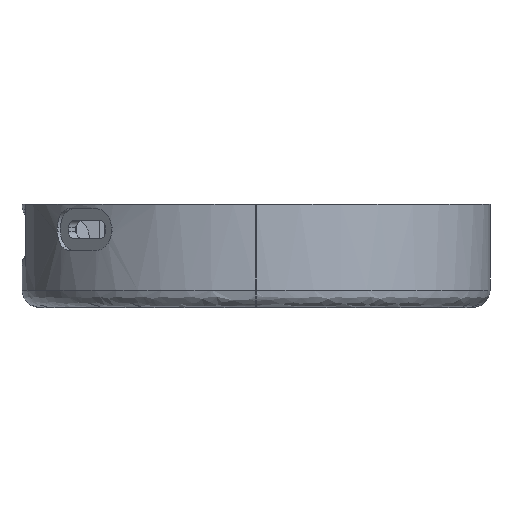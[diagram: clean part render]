
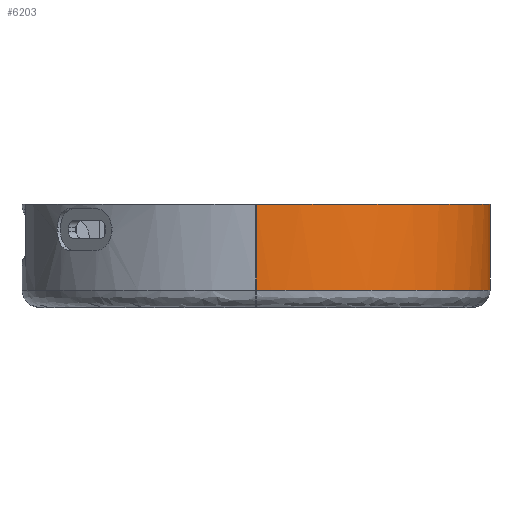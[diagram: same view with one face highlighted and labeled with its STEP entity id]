
A CAD part, front view. The second image highlights one B-rep face of the part: STEP entity #6203.
In plain terms, the highlighted free-form (B-spline) face has degree [3, 1] with [7, 2] control points.
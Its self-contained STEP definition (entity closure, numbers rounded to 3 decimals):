
#487=LINE('',#12361,#1019);
#489=LINE('',#12378,#1021);
#1019=VECTOR('',#7467,10.);
#1021=VECTOR('',#7469,10.);
#1550=FACE_OUTER_BOUND('',#1904,.T.);
#1904=EDGE_LOOP('',(#4850,#4851,#4852,#4853));
#2388=B_SPLINE_CURVE_WITH_KNOTS('',3,(#11702,#11703,#11704,#11705,#11706,
#11707,#11708,#11709,#11710,#11711,#11712),.UNSPECIFIED.,.F.,.F.,(4,1,1,
2,1,1,1,4),(-5.419,-4.855,-4.291,-3.445,
-2.953,-2.461,-1.476,0.),.UNSPECIFIED.);
#2398=B_SPLINE_CURVE_WITH_KNOTS('',3,(#12379,#12380,#12381,#12382,#12383,
#12384,#12385),.UNSPECIFIED.,.F.,.F.,(4,3,4),(-5.914,-2.272,
0.),.UNSPECIFIED.);
#2860=VERTEX_POINT('',#11628);
#2862=VERTEX_POINT('',#11688);
#2869=VERTEX_POINT('',#12360);
#2870=VERTEX_POINT('',#12377);
#3608=EDGE_CURVE('',#2860,#2862,#2388,.T.);
#3627=EDGE_CURVE('',#2862,#2869,#487,.T.);
#3629=EDGE_CURVE('',#2860,#2870,#489,.T.);
#3630=EDGE_CURVE('',#2870,#2869,#2398,.F.);
#4850=ORIENTED_EDGE('',*,*,#3608,.F.);
#4851=ORIENTED_EDGE('',*,*,#3629,.T.);
#4852=ORIENTED_EDGE('',*,*,#3630,.T.);
#4853=ORIENTED_EDGE('',*,*,#3627,.F.);
#6028=B_SPLINE_SURFACE_WITH_KNOTS('',3,1,((#12363,#12364),(#12365,#12366),
(#12367,#12368),(#12369,#12370),(#12371,#12372),(#12373,#12374),(#12375,
#12376)),.UNSPECIFIED.,.F.,.F.,.F.,(4,3,4),(2,2),(-1.,-0.384,
0.),(-0.02,1.751),.UNSPECIFIED.);
#6203=ADVANCED_FACE('',(#1550),#6028,.T.);
#7467=DIRECTION('',(0.,0.,1.));
#7469=DIRECTION('',(0.,0.,1.));
#11628=CARTESIAN_POINT('',(78.865,33.141,2.8));
#11688=CARTESIAN_POINT('',(38.669,-1.859,2.8));
#11702=CARTESIAN_POINT('Ctrl Pts',(78.865,33.141,2.8));
#11703=CARTESIAN_POINT('Ctrl Pts',(78.865,31.059,2.8));
#11704=CARTESIAN_POINT('Ctrl Pts',(78.43,26.837,2.8));
#11705=CARTESIAN_POINT('Ctrl Pts',(76.219,19.848,2.8));
#11706=CARTESIAN_POINT('Ctrl Pts',(73.475,15.364,2.8));
#11707=CARTESIAN_POINT('Ctrl Pts',(70.387,11.558,2.8));
#11708=CARTESIAN_POINT('Ctrl Pts',(67.936,8.958,2.8));
#11709=CARTESIAN_POINT('Ctrl Pts',(62.288,4.472,2.8));
#11710=CARTESIAN_POINT('Ctrl Pts',(52.751,-0.381,
2.8));
#11711=CARTESIAN_POINT('Ctrl Pts',(43.923,-1.859,2.8));
#11712=CARTESIAN_POINT('Ctrl Pts',(38.669,-1.859,2.8));
#12360=CARTESIAN_POINT('',(38.669,-1.859,17.51));
#12361=CARTESIAN_POINT('',(38.669,-1.859,0.));
#12363=CARTESIAN_POINT('Ctrl Pts',(38.669,-1.859,-0.2));
#12364=CARTESIAN_POINT('Ctrl Pts',(38.669,-1.859,17.51));
#12365=CARTESIAN_POINT('Ctrl Pts',(52.148,-1.859,-0.2));
#12366=CARTESIAN_POINT('Ctrl Pts',(52.148,-1.859,17.51));
#12367=CARTESIAN_POINT('Ctrl Pts',(64.166,3.89,-0.2));
#12368=CARTESIAN_POINT('Ctrl Pts',(64.166,3.89,17.51));
#12369=CARTESIAN_POINT('Ctrl Pts',(71.521,12.956,-0.2));
#12370=CARTESIAN_POINT('Ctrl Pts',(71.521,12.956,17.51));
#12371=CARTESIAN_POINT('Ctrl Pts',(76.11,18.612,-0.2));
#12372=CARTESIAN_POINT('Ctrl Pts',(76.11,18.612,17.51));
#12373=CARTESIAN_POINT('Ctrl Pts',(78.865,25.611,-0.2));
#12374=CARTESIAN_POINT('Ctrl Pts',(78.865,25.611,17.51));
#12375=CARTESIAN_POINT('Ctrl Pts',(78.865,33.141,-0.2));
#12376=CARTESIAN_POINT('Ctrl Pts',(78.865,33.141,17.51));
#12377=CARTESIAN_POINT('',(78.865,33.141,17.51));
#12378=CARTESIAN_POINT('',(78.865,33.141,0.));
#12379=CARTESIAN_POINT('Ctrl Pts',(38.669,-1.859,17.51));
#12380=CARTESIAN_POINT('Ctrl Pts',(52.148,-1.859,17.51));
#12381=CARTESIAN_POINT('Ctrl Pts',(64.166,3.89,17.51));
#12382=CARTESIAN_POINT('Ctrl Pts',(71.521,12.956,17.51));
#12383=CARTESIAN_POINT('Ctrl Pts',(76.11,18.612,17.51));
#12384=CARTESIAN_POINT('Ctrl Pts',(78.865,25.611,17.51));
#12385=CARTESIAN_POINT('Ctrl Pts',(78.865,33.141,17.51));
